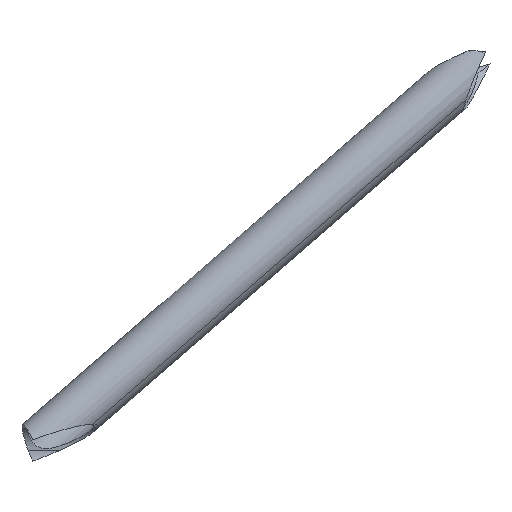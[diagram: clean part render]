
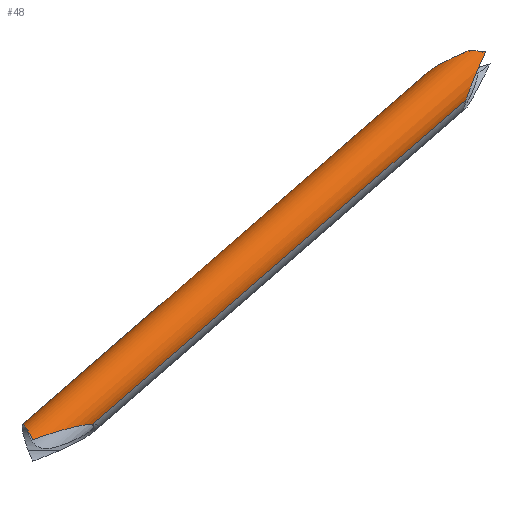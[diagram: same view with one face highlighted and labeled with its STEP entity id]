
A CAD part, front view. The second image highlights one B-rep face of the part: STEP entity #48.
In plain terms, the highlighted cylindrical face has radius 12.5 mm (diameter 25 mm), a partial arc.
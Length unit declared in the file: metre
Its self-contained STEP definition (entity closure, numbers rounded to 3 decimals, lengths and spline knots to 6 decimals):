
#48=ADVANCED_FACE('0:30',(#95),#96,.T.);
#95=FACE_OUTER_BOUND('',#137,.T.);
#96=CYLINDRICAL_SURFACE('',#138,0.0125);
#137=EDGE_LOOP('',(#218,#219,#220,#221,#222,#223,#224,#225,#226,#227));
#138=AXIS2_PLACEMENT_3D('',#228,#229,#230);
#218=ORIENTED_EDGE('',*,*,#292,.T.);
#219=ORIENTED_EDGE('',*,*,#304,.F.);
#220=ORIENTED_EDGE('',*,*,#308,.T.);
#221=ORIENTED_EDGE('',*,*,#273,.T.);
#222=ORIENTED_EDGE('',*,*,#272,.T.);
#223=ORIENTED_EDGE('',*,*,#309,.F.);
#224=ORIENTED_EDGE('',*,*,#295,.T.);
#225=ORIENTED_EDGE('',*,*,#280,.T.);
#226=ORIENTED_EDGE('',*,*,#279,.F.);
#227=ORIENTED_EDGE('',*,*,#278,.F.);
#228=CARTESIAN_POINT('',(-0.478603,0.247999,0.151581));
#229=DIRECTION('',(-0.724,-0.282,-0.629));
#230=DIRECTION('',(0.629,-0.644,-0.435));
#272=EDGE_CURVE('0:84',#322,#319,#323,.T.);
#273=EDGE_CURVE('0:81',#324,#322,#325,.T.);
#278=EDGE_CURVE('',#331,#333,#334,.T.);
#279=EDGE_CURVE('0:75',#333,#335,#336,.T.);
#280=EDGE_CURVE('',#337,#335,#338,.T.);
#292=EDGE_CURVE('',#331,#357,#358,.T.);
#295=EDGE_CURVE('',#362,#337,#363,.T.);
#304=EDGE_CURVE('0:54',#375,#357,#377,.T.);
#308=EDGE_CURVE('0:78',#375,#324,#381,.T.);
#309=EDGE_CURVE('',#362,#319,#382,.T.);
#319=VERTEX_POINT('',#393);
#322=VERTEX_POINT('',#397);
#323=CIRCLE('',#398,0.073753);
#324=VERTEX_POINT('',#399);
#325=B_SPLINE_CURVE_WITH_KNOTS('',3,(#400,#401,#402,#403),.UNSPECIFIED.,.F.,.F.,(4,4),(16.651305,20.244902),.UNSPECIFIED.);
#331=VERTEX_POINT('',#413);
#333=VERTEX_POINT('',#456);
#334=B_SPLINE_CURVE_WITH_KNOTS('',5,(#457,#458,#459,#460,#461,#462,#463,#464,#465,#466,#467,#468,#469,#470,#471,#472,#473,#474,#475,#476,#477,#478,#479,#480,#481,#482,#483,#484,#485,#486,#487,#488,#489,#490,#491,#492,#493,#494,#495,#496,#497,#498),.UNSPECIFIED.,.F.,.F.,(6,3,3,3,3,3,3,3,3,3,3,3,3,6),(0.0,11.121152,18.54686,25.710268,31.38479,34.272998,37.765002,42.591962,50.034099,57.506598,68.250875,78.103826,85.293956,87.956778),.UNSPECIFIED.);
#335=VERTEX_POINT('',#499);
#336=B_SPLINE_CURVE_WITH_KNOTS('',5,(#500,#501,#502,#503,#504,#505,#506,#507,#508,#509,#510,#511),.UNSPECIFIED.,.F.,.F.,(6,3,3,6),(0.0,1.515744,3.031489,8.427398),.UNSPECIFIED.);
#337=VERTEX_POINT('',#512);
#338=ELLIPSE('',#513,0.013463,0.0125);
#357=VERTEX_POINT('',#685);
#358=LINE('',#686,#687);
#362=VERTEX_POINT('',#699);
#363=LINE('',#700,#701);
#375=VERTEX_POINT('',#744);
#377=ELLIPSE('',#746,0.031737,0.0125);
#381=ELLIPSE('',#750,0.018623,0.0125);
#382=ELLIPSE('',#751,0.034131,0.0125);
#393=CARTESIAN_POINT('',(-0.448154,0.2525,0.189318));
#397=CARTESIAN_POINT('',(-0.447786,0.252501,0.189482));
#398=AXIS2_PLACEMENT_3D('',#796,#797,#798);
#399=CARTESIAN_POINT('',(-0.445477,0.252552,0.190491));
#400=CARTESIAN_POINT('',(-0.445477,0.252552,0.190491));
#401=CARTESIAN_POINT('',(-0.446249,0.252523,0.19016));
#402=CARTESIAN_POINT('',(-0.447019,0.252505,0.189823));
#403=CARTESIAN_POINT('',(-0.447786,0.252501,0.189482));
#413=CARTESIAN_POINT('',(-0.624493,0.18,0.0125));
#456=CARTESIAN_POINT('',(-0.653,0.168595,0.005116));
#457=CARTESIAN_POINT('',(-0.640212,0.1925,0.));
#458=CARTESIAN_POINT('',(-0.638785,0.1925,0.000626));
#459=CARTESIAN_POINT('',(-0.637363,0.192461,0.001267));
#460=CARTESIAN_POINT('',(-0.635952,0.192379,0.001922));
#461=CARTESIAN_POINT('',(-0.63361,0.192161,0.003046));
#462=CARTESIAN_POINT('',(-0.631313,0.19178,0.004225));
#463=CARTESIAN_POINT('',(-0.630404,0.191599,0.004705));
#464=CARTESIAN_POINT('',(-0.628638,0.191175,0.005669));
#465=CARTESIAN_POINT('',(-0.626939,0.190592,0.006676));
#466=CARTESIAN_POINT('',(-0.626129,0.190261,0.00718));
#467=CARTESIAN_POINT('',(-0.624722,0.189567,0.008108));
#468=CARTESIAN_POINT('',(-0.623482,0.188633,0.00907));
#469=CARTESIAN_POINT('',(-0.622974,0.188159,0.009506));
#470=CARTESIAN_POINT('',(-0.622317,0.187338,0.010162));
#471=CARTESIAN_POINT('',(-0.621922,0.186346,0.01078));
#472=CARTESIAN_POINT('',(-0.621825,0.185992,0.010982));
#473=CARTESIAN_POINT('',(-0.621703,0.185176,0.011401));
#474=CARTESIAN_POINT('',(-0.621793,0.184317,0.011747));
#475=CARTESIAN_POINT('',(-0.621907,0.183847,0.011908));
#476=CARTESIAN_POINT('',(-0.622306,0.182751,0.012225));
#477=CARTESIAN_POINT('',(-0.622945,0.181738,0.012399));
#478=CARTESIAN_POINT('',(-0.623371,0.181185,0.012461));
#479=CARTESIAN_POINT('',(-0.624539,0.179865,0.01254));
#480=CARTESIAN_POINT('',(-0.625883,0.178727,0.012462));
#481=CARTESIAN_POINT('',(-0.626727,0.178092,0.012376));
#482=CARTESIAN_POINT('',(-0.628476,0.176901,0.012144));
#483=CARTESIAN_POINT('',(-0.630297,0.175859,0.011812));
#484=CARTESIAN_POINT('',(-0.63122,0.175369,0.011627));
#485=CARTESIAN_POINT('',(-0.633498,0.17424,0.011135));
#486=CARTESIAN_POINT('',(-0.63582,0.173259,0.010557));
#487=CARTESIAN_POINT('',(-0.637197,0.172724,0.010193));
#488=CARTESIAN_POINT('',(-0.639857,0.171771,0.009455));
#489=CARTESIAN_POINT('',(-0.642537,0.170949,0.008648));
#490=CARTESIAN_POINT('',(-0.64382,0.170585,0.008249));
#491=CARTESIAN_POINT('',(-0.646043,0.170001,0.007536));
#492=CARTESIAN_POINT('',(-0.648271,0.169493,0.006787));
#493=CARTESIAN_POINT('',(-0.649212,0.169291,0.006465));
#494=CARTESIAN_POINT('',(-0.650504,0.169033,0.006014));
#495=CARTESIAN_POINT('',(-0.651795,0.1688,0.005553));
#496=CARTESIAN_POINT('',(-0.652302,0.168711,0.00537));
#497=CARTESIAN_POINT('',(-0.652651,0.168652,0.005244));
#498=CARTESIAN_POINT('',(-0.653,0.168595,0.005116));
#499=CARTESIAN_POINT('',(-0.655047,0.171688,0.009336));
#500=CARTESIAN_POINT('',(-0.653,0.168595,0.005116));
#501=CARTESIAN_POINT('',(-0.653079,0.168675,0.005295));
#502=CARTESIAN_POINT('',(-0.653157,0.168759,0.005473));
#503=CARTESIAN_POINT('',(-0.653229,0.16884,0.005635));
#504=CARTESIAN_POINT('',(-0.653367,0.168999,0.005941));
#505=CARTESIAN_POINT('',(-0.653505,0.169168,0.006242));
#506=CARTESIAN_POINT('',(-0.653576,0.169258,0.006397));
#507=CARTESIAN_POINT('',(-0.653929,0.169722,0.007155));
#508=CARTESIAN_POINT('',(-0.654275,0.17025,0.007867));
#509=CARTESIAN_POINT('',(-0.65454,0.170698,0.008392));
#510=CARTESIAN_POINT('',(-0.654798,0.171178,0.008882));
#511=CARTESIAN_POINT('',(-0.655047,0.171688,0.009336));
#512=CARTESIAN_POINT('',(-0.657563,0.189336,0.008312));
#513=AXIS2_PLACEMENT_3D('',#800,#801,#802);
#685=CARTESIAN_POINT('',(-0.446405,0.249438,0.167289));
#686=CARTESIAN_POINT('',(-0.470737,0.239951,0.146141));
#687=VECTOR('',#808,1.0);
#699=CARTESIAN_POINT('',(-0.463917,0.26484,0.176624));
#700=CARTESIAN_POINT('',(-0.48647,0.256047,0.157021));
#701=VECTOR('',#812,1.0);
#744=CARTESIAN_POINT('',(-0.437044,0.251796,0.190175));
#746=AXIS2_PLACEMENT_3D('',#829,#830,#831);
#750=AXIS2_PLACEMENT_3D('',#835,#836,#837);
#751=AXIS2_PLACEMENT_3D('',#838,#839,#840);
#796=CARTESIAN_POINT('',(-0.436552,0.320555,0.163368));
#797=DIRECTION('',(0.377,-0.385,-0.842));
#798=DIRECTION('',(-0.152,-0.923,0.354));
#800=CARTESIAN_POINT('',(-0.653,0.18,0.));
#801=DIRECTION('',(0.928,0.152,0.339));
#802=DIRECTION('',(0.371,-0.38,-0.847));
#808=DIRECTION('',(0.724,0.282,0.629));
#812=DIRECTION('',(-0.724,-0.282,-0.629));
#829=CARTESIAN_POINT('',(-0.435,0.265,0.18948));
#830=DIRECTION('',(0.919,-0.161,-0.359));
#831=DIRECTION('',(0.394,0.376,0.839));
#835=CARTESIAN_POINT('',(-0.435,0.265,0.18948));
#836=DIRECTION('',(-0.042,-0.046,-0.998));
#837=DIRECTION('',(0.939,0.339,-0.055));
#838=CARTESIAN_POINT('',(-0.435,0.265,0.18948));
#839=DIRECTION('',(-0.377,0.385,0.842));
#840=DIRECTION('',(0.926,0.152,0.345));
